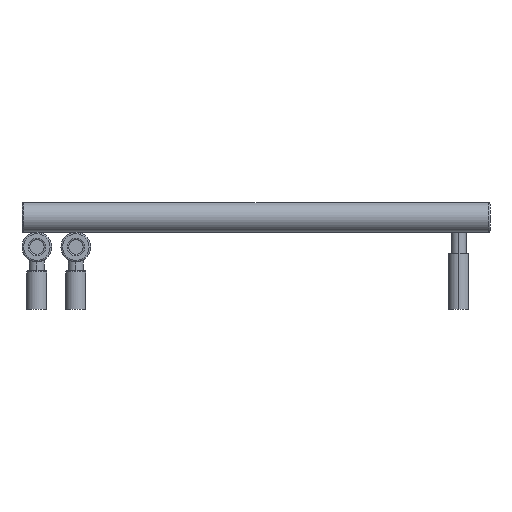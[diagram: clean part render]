
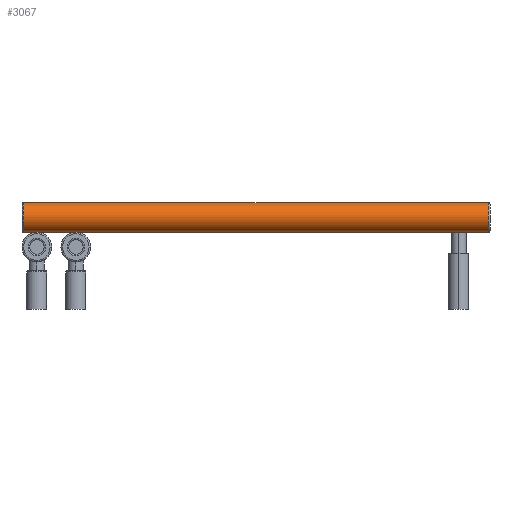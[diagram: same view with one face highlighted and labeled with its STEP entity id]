
A CAD part, front view. The second image highlights one B-rep face of the part: STEP entity #3067.
In plain terms, the highlighted cylindrical face has radius 19 mm (diameter 38 mm), a partial arc.
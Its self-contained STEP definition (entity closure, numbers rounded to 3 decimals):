
#2914=DIRECTION('',(1.,0.,0.));
#2915=VECTOR('',#2914,596.);
#2916=CARTESIAN_POINT('',(2.,19.,19.));
#2917=LINE('',#2916,#2915);
#2929=CARTESIAN_POINT('',(2.,19.,38.));
#2930=DIRECTION('',(-1.,0.,0.));
#2931=DIRECTION('',(0.,0.,-1.));
#2932=AXIS2_PLACEMENT_3D('',#2929,#2930,#2931);
#2937=DIRECTION('',(1.,0.,0.));
#2938=VECTOR('',#2937,596.);
#2939=CARTESIAN_POINT('',(2.,19.,57.));
#2940=LINE('',#2939,#2938);
#2944=CARTESIAN_POINT('',(598.,19.,38.));
#2945=DIRECTION('',(1.,0.,0.));
#2946=DIRECTION('',(0.,0.,1.));
#2947=AXIS2_PLACEMENT_3D('',#2944,#2945,#2946);
#2988=CARTESIAN_POINT('',(2.,19.,19.));
#2989=CARTESIAN_POINT('',(2.,19.,57.));
#2990=VERTEX_POINT('',#2988);
#2991=VERTEX_POINT('',#2989);
#2996=CARTESIAN_POINT('',(598.,19.,57.));
#2997=CARTESIAN_POINT('',(598.,19.,19.));
#2998=VERTEX_POINT('',#2996);
#2999=VERTEX_POINT('',#2997);
#3055=CARTESIAN_POINT('',(0.,19.,38.));
#3056=DIRECTION('',(1.,0.,0.));
#3057=DIRECTION('',(0.,0.,-1.));
#3058=AXIS2_PLACEMENT_3D('',#3055,#3056,#3057);
#3059=CYLINDRICAL_SURFACE('',#3058,19.);
#3060=ORIENTED_EDGE('',*,*,#3020,.T.);
#3061=ORIENTED_EDGE('',*,*,#3050,.T.);
#3063=ORIENTED_EDGE('',*,*,#3062,.T.);
#3064=ORIENTED_EDGE('',*,*,#3046,.F.);
#3065=EDGE_LOOP('',(#3060,#3061,#3063,#3064));
#3066=FACE_OUTER_BOUND('',#3065,.F.);
#2933=CIRCLE('',#2932,19.);
#2948=CIRCLE('',#2947,19.);
#3020=EDGE_CURVE('',#2990,#2991,#2933,.T.);
#3046=EDGE_CURVE('',#2990,#2999,#2917,.T.);
#3050=EDGE_CURVE('',#2991,#2998,#2940,.T.);
#3062=EDGE_CURVE('',#2998,#2999,#2948,.T.);
#3067=ADVANCED_FACE('',(#3066),#3059,.T.);
